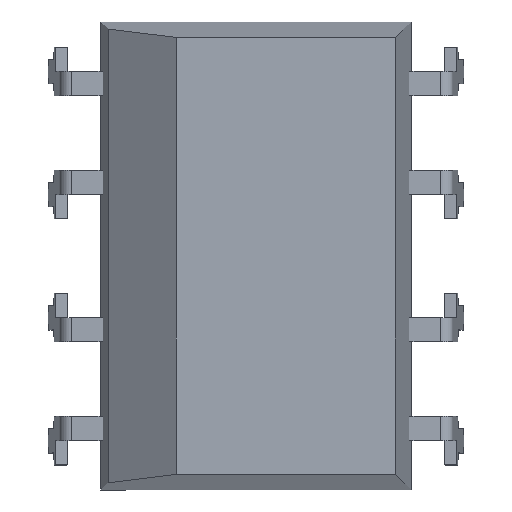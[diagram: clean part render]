
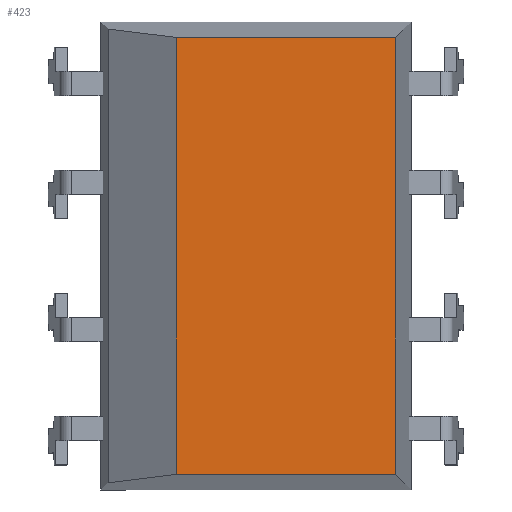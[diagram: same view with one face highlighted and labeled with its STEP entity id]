
A CAD part, top view. The second image highlights one B-rep face of the part: STEP entity #423.
In plain terms, the highlighted planar face has unit normal (0, 0, 1).
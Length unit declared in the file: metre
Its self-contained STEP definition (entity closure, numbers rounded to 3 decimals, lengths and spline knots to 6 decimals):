
#423=ADVANCED_FACE('0:42',(#870),#871,.T.);
#870=FACE_OUTER_BOUND('',#1430,.T.);
#871=PLANE('',#1431);
#1430=EDGE_LOOP('',(#1978,#1979,#1980,#1981));
#1431=AXIS2_PLACEMENT_3D('',#1982,#1983,#1984);
#1978=ORIENTED_EDGE('',*,*,#3662,.T.);
#1979=ORIENTED_EDGE('',*,*,#3663,.T.);
#1980=ORIENTED_EDGE('',*,*,#3664,.T.);
#1981=ORIENTED_EDGE('',*,*,#3665,.T.);
#1982=CARTESIAN_POINT('',(0.00381,0.004052,0.004447));
#1983=DIRECTION('',(0.0,0.0,1.0));
#1984=DIRECTION('',(0.,-1.0,0.0));
#3662=EDGE_CURVE('0:75',#4329,#4330,#4331,.T.);
#3663=EDGE_CURVE('0:78',#4330,#4332,#4333,.T.);
#3664=EDGE_CURVE('0:81',#4332,#4334,#4335,.T.);
#3665=EDGE_CURVE('0:84',#4334,#4329,#4336,.T.);
#4329=VERTEX_POINT('NONE',#5314);
#4330=VERTEX_POINT('NONE',#5315);
#4331=LINE('',#5316,#5317);
#4332=VERTEX_POINT('NONE',#5318);
#4333=LINE('',#5319,#5320);
#4334=VERTEX_POINT('NONE',#5321);
#4335=LINE('',#5322,#5323);
#4336=LINE('',#5324,#5325);
#5314=CARTESIAN_POINT('',(0.006688,0.00856,0.004447));
#5315=CARTESIAN_POINT('',(0.002165,0.00856,0.004447));
#5316=CARTESIAN_POINT('',(0.00061,0.00856,0.004447));
#5317=VECTOR('',#6697,1.0);
#5318=CARTESIAN_POINT('',(0.002165,-0.000457,0.004447));
#5319=CARTESIAN_POINT('',(0.002165,0.004052,0.004447));
#5320=VECTOR('',#6698,1.0);
#5321=CARTESIAN_POINT('',(0.006688,-0.000457,0.004447));
#5322=CARTESIAN_POINT('',(0.00701,-0.000457,0.004447));
#5323=VECTOR('',#6699,1.0);
#5324=CARTESIAN_POINT('',(0.006688,0.008882,0.004447));
#5325=VECTOR('',#6700,1.0);
#6697=DIRECTION('',(-1.0,0.,0.0));
#6698=DIRECTION('',(0.,-1.0,0.0));
#6699=DIRECTION('',(1.0,0.,0.0));
#6700=DIRECTION('',(0.,1.0,0.0));
